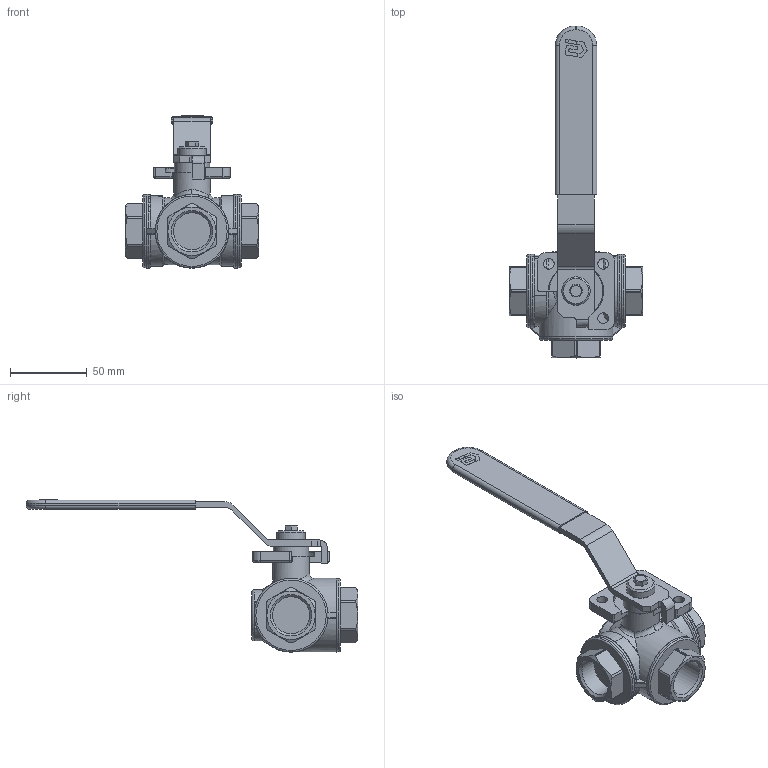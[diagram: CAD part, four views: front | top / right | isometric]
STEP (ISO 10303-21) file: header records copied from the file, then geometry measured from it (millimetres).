
FILE_DESCRIPTION(('HOOPS Exchange Step'),'2;1');
FILE_NAME('GK0800_DN20.stp','2025-11-12T14:59:07+01:00',('nieru'),('Unknown organisation'),'HOOPS Exchange 2024.2','HOOPS Exchange','Unknown authorisation');
FILE_SCHEMA( ('AP203_CONFIGURATION_CONTROLLED_3D_DESIGN_OF_MECHANICAL_PARTS_AND_ASSEMBLIES_MIM_LF') );
Length unit declared in the file: millimetre
Products named in the file (2): 0; root
Assembly tree (1 placements, depth 2):
  root
    0
Bounding box: 87 x 216 x 99.1 mm (x, y, z)
Volume: 185580.2 mm3; surface area: 42089.5 mm2
Topology: 1 solids, 1 shells, 732 faces, 2053 edges, 1359 vertices
Faces by surface type: plane 349, bspline 224, cylinder 113, cone 22, torus 21, sphere 3
Full cylindrical faces by diameter (mm): 7 x4, 18.5 x1, 23 x1, 24 x1, 24.1 x3, 33.5 x1, 47.8 x3
Entity records: 30846 total; most frequent: CARTESIAN_POINT 13194, ORIENTED_EDGE 4098, DIRECTION 2777, EDGE_CURVE 2049, VERTEX_POINT 1359, VECTOR 1175, LINE 1175, AXIS2_PLACEMENT_3D 801
